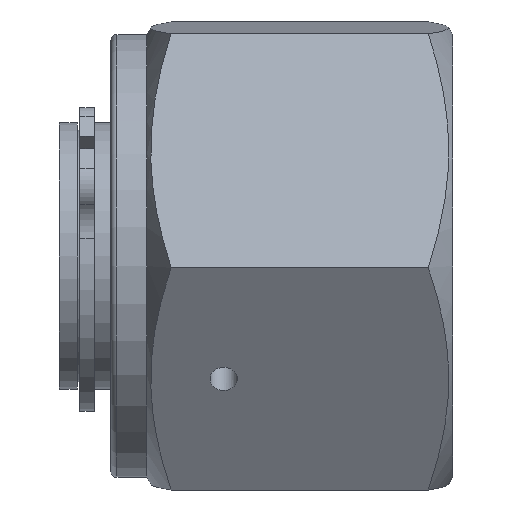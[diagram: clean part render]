
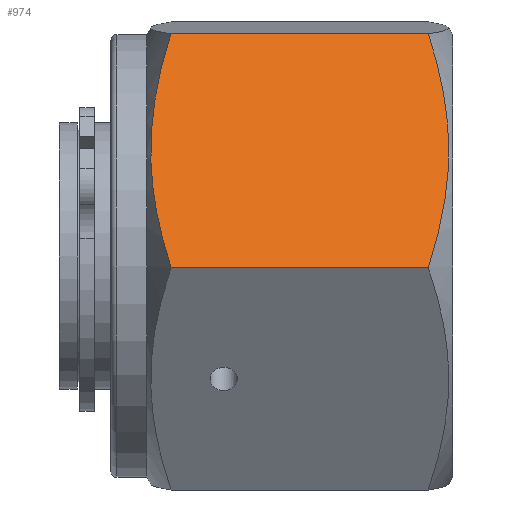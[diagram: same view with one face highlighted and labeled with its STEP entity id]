
A CAD part, front view. The second image highlights one B-rep face of the part: STEP entity #974.
In plain terms, the highlighted face is planar.
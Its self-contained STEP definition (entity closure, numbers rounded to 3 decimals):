
#23=(
BOUNDED_CURVE()
B_SPLINE_CURVE(2,(#1789,#1790,#1791),.UNSPECIFIED.,.F.,.F.)
B_SPLINE_CURVE_WITH_KNOTS((3,3),(0.,2.226),.UNSPECIFIED.)
CURVE()
GEOMETRIC_REPRESENTATION_ITEM()
RATIONAL_B_SPLINE_CURVE((1.,1.155,1.))
REPRESENTATION_ITEM('')
);
#30=(
BOUNDED_CURVE()
B_SPLINE_CURVE(2,(#1818,#1819,#1820),.UNSPECIFIED.,.F.,.F.)
B_SPLINE_CURVE_WITH_KNOTS((3,3),(0.,2.226),.UNSPECIFIED.)
CURVE()
GEOMETRIC_REPRESENTATION_ITEM()
RATIONAL_B_SPLINE_CURVE((1.,1.155,1.))
REPRESENTATION_ITEM('')
);
#109=LINE('',#1845,#157);
#110=LINE('',#1847,#158);
#157=VECTOR('',#1452,10.);
#158=VECTOR('',#1455,10.);
#245=FACE_OUTER_BOUND('',#318,.T.);
#318=EDGE_LOOP('',(#827,#828,#829,#830));
#463=VERTEX_POINT('',#1786);
#464=VERTEX_POINT('',#1788);
#469=VERTEX_POINT('',#1812);
#471=VERTEX_POINT('',#1817);
#580=EDGE_CURVE('',#464,#463,#23,.T.);
#587=EDGE_CURVE('',#471,#469,#30,.T.);
#597=EDGE_CURVE('',#469,#464,#109,.T.);
#598=EDGE_CURVE('',#471,#463,#110,.T.);
#827=ORIENTED_EDGE('',*,*,#580,.T.);
#828=ORIENTED_EDGE('',*,*,#598,.F.);
#829=ORIENTED_EDGE('',*,*,#587,.T.);
#830=ORIENTED_EDGE('',*,*,#597,.T.);
#921=PLANE('',#1178);
#974=ADVANCED_FACE('',(#245),#921,.T.);
#1178=AXIS2_PLACEMENT_3D('',#1846,#1453,#1454);
#1452=DIRECTION('',(0.,0.,1.));
#1453=DIRECTION('center_axis',(0.5,-0.866,0.));
#1454=DIRECTION('ref_axis',(0.866,0.5,0.));
#1455=DIRECTION('',(0.,0.,1.));
#1786=CARTESIAN_POINT('',(0.,-21.997,26.481));
#1788=CARTESIAN_POINT('',(19.05,-10.999,26.481));
#1789=CARTESIAN_POINT('Ctrl Pts',(19.05,-10.999,26.481));
#1790=CARTESIAN_POINT('Ctrl Pts',(9.525,-16.498,29.656));
#1791=CARTESIAN_POINT('Ctrl Pts',(0.,-21.997,
26.481));
#1812=CARTESIAN_POINT('',(19.05,-10.999,5.019));
#1817=CARTESIAN_POINT('',(0.,-21.997,5.019));
#1818=CARTESIAN_POINT('Ctrl Pts',(0.,-21.997,
5.019));
#1819=CARTESIAN_POINT('Ctrl Pts',(9.525,-16.498,1.844));
#1820=CARTESIAN_POINT('Ctrl Pts',(19.05,-10.999,5.019));
#1845=CARTESIAN_POINT('',(19.05,-10.999,3.));
#1846=CARTESIAN_POINT('Origin',(0.,-21.997,
3.));
#1847=CARTESIAN_POINT('',(0.,-21.997,3.));
